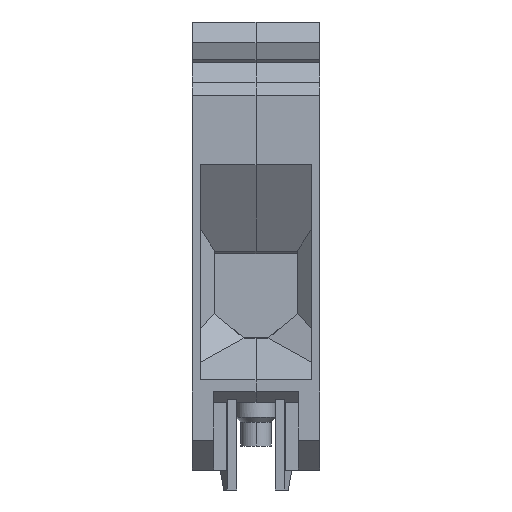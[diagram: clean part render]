
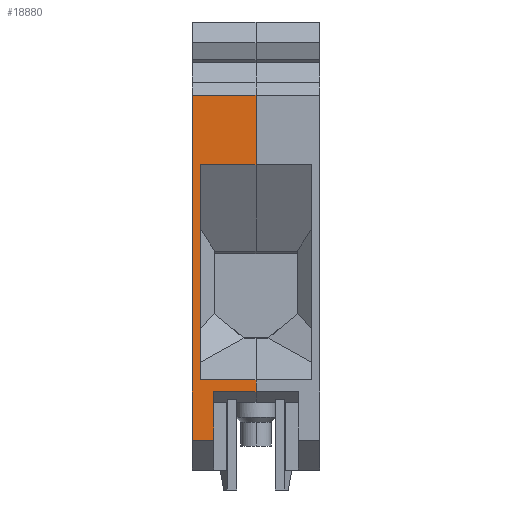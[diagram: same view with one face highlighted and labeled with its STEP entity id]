
A CAD part, front view. The second image highlights one B-rep face of the part: STEP entity #18880.
In plain terms, the highlighted face is planar.
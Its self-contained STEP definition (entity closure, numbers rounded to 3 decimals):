
#4670=CARTESIAN_POINT('',(24.65,49.3,
6.5));
#4680=VERTEX_POINT('',#4670);
#4710=CARTESIAN_POINT('',(24.65,4.021,
6.5));
#4720=DIRECTION('',(0.,1.,0.));
#4730=VECTOR('',#4720,1.);
#4740=LINE('',#4710,#4730);
#4750=CARTESIAN_POINT('',(24.65,6.15,
6.5));
#4760=VERTEX_POINT('',#4750);
#4770=EDGE_CURVE('',#4760,#4680,#4740,.T.);
#15140=CARTESIAN_POINT('',(24.65,6.15,
6.5));
#15150=DIRECTION('',(0.,0.,-1.));
#15160=VECTOR('',#15150,1.);
#15170=LINE('',#15140,#15160);
#15180=CARTESIAN_POINT('',(24.65,6.15,
3.8));
#15190=VERTEX_POINT('',#15180);
#15200=EDGE_CURVE('',#4760,#15190,#15170,.T.);
#18210=CARTESIAN_POINT('',(24.65,49.3,
6.5));
#18220=DIRECTION('',(-1.,0.,0.));
#18230=DIRECTION('',(0.,1.,0.));
#18240=AXIS2_PLACEMENT_3D('',#18210,#18220,#18230);
#18250=PLANE('',#18240);
#18260=CARTESIAN_POINT('',(24.65,12.2,
6.5));
#18270=DIRECTION('',(0.,0.,1.));
#18280=VECTOR('',#18270,1.);
#18290=LINE('',#18260,#18280);
#18300=CARTESIAN_POINT('',(24.65,12.2,
-1.5));
#18310=VERTEX_POINT('',#18300);
#18320=CARTESIAN_POINT('',(24.65,12.2,
3.8));
#18330=VERTEX_POINT('',#18320);
#18340=EDGE_CURVE('',#18310,#18330,#18290,.T.);
#18350=ORIENTED_EDGE('',*,*,#18340,.F.);
#18360=CARTESIAN_POINT('',(24.65,9.123,
3.8));
#18370=DIRECTION('',(0.,1.,0.));
#18380=VECTOR('',#18370,1.);
#18390=LINE('',#18360,#18380);
#18400=EDGE_CURVE('',#15190,#18330,#18390,.T.);
#18410=ORIENTED_EDGE('',*,*,#18400,.T.);
#18420=ORIENTED_EDGE('',*,*,#15200,.T.);
#18430=ORIENTED_EDGE('',*,*,#4770,.F.);
#18440=CARTESIAN_POINT('',(24.65,49.3,
-3.));
#18450=DIRECTION('',(0.,0.,-1.));
#18460=VECTOR('',#18450,1.);
#18470=LINE('',#18440,#18460);
#18480=CARTESIAN_POINT('',(24.65,49.3,
-1.5));
#18490=VERTEX_POINT('',#18480);
#18500=EDGE_CURVE('',#4680,#18490,#18470,.T.);
#18510=ORIENTED_EDGE('',*,*,#18500,.F.);
#18520=CARTESIAN_POINT('',(24.65,0.2,
-1.5));
#18530=DIRECTION('',(0.,-1.,0.));
#18540=VECTOR('',#18530,1.);
#18550=LINE('',#18520,#18540);
#18560=CARTESIAN_POINT('',(24.65,40.636,
-1.5));
#18570=VERTEX_POINT('',#18560);
#18580=EDGE_CURVE('',#18490,#18570,#18550,.T.);
#18590=ORIENTED_EDGE('',*,*,#18580,.F.);
#18600=CARTESIAN_POINT('',(24.65,40.636,
-3.));
#18610=DIRECTION('',(0.,0.,1.));
#18620=VECTOR('',#18610,1.);
#18630=LINE('',#18600,#18620);
#18640=CARTESIAN_POINT('',(24.65,40.636,
5.5));
#18650=VERTEX_POINT('',#18640);
#18660=EDGE_CURVE('',#18570,#18650,#18630,.T.);
#18670=ORIENTED_EDGE('',*,*,#18660,.F.);
#18680=CARTESIAN_POINT('',(24.65,0.2,
5.5));
#18690=DIRECTION('',(0.,-1.,0.));
#18700=VECTOR('',#18690,1.);
#18710=LINE('',#18680,#18700);
#18720=CARTESIAN_POINT('',(24.65,13.7,
5.5));
#18730=VERTEX_POINT('',#18720);
#18740=EDGE_CURVE('',#18650,#18730,#18710,.T.);
#18750=ORIENTED_EDGE('',*,*,#18740,.F.);
#18760=CARTESIAN_POINT('',(24.65,13.7,
-3.));
#18770=DIRECTION('',(0.,0.,-1.));
#18780=VECTOR('',#18770,1.);
#18790=LINE('',#18760,#18780);
#18800=CARTESIAN_POINT('',(24.65,13.7,
-1.5));
#18810=VERTEX_POINT('',#18800);
#18820=EDGE_CURVE('',#18730,#18810,#18790,.T.);
#18830=ORIENTED_EDGE('',*,*,#18820,.F.);
#18840=EDGE_CURVE('',#18810,#18310,#18550,.T.);
#18850=ORIENTED_EDGE('',*,*,#18840,.F.);
#18860=EDGE_LOOP('',(#18850,#18830,#18750,#18670,#18590,#18510,#18430,
#18420,#18410,#18350));
#18870=FACE_OUTER_BOUND('',#18860,.T.);
#18880=ADVANCED_FACE('',(#18870),#18250,.F.);
